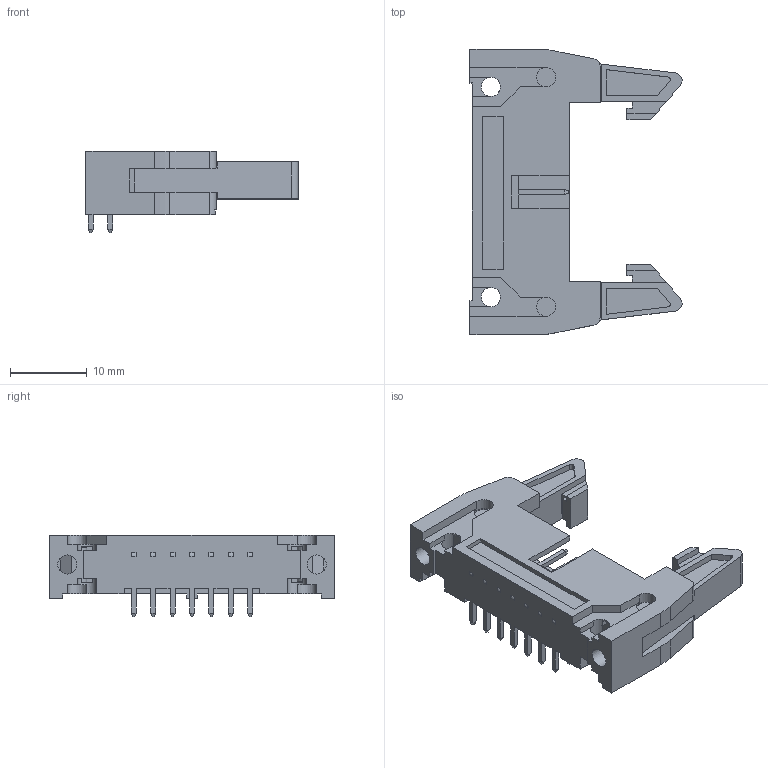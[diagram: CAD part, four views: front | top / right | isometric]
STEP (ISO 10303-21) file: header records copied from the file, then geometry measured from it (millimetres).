
FILE_DESCRIPTION(/* description */ ('Unknown'),/* implementation_level */ '2;1');
FILE_NAME(/* name */ 'J_Wurth_WR-BHD_61201422921',/* time_stamp */ '2025-05-15T14:53:13+08:00',/* author */ ('Unknown'),/* organization */ ('Unknown'),/* preprocessor_version */ 'ST-DEVELOPER v19.4',/* originating_system */ 'Solid Edge',/* authorisation */ 'Unknown');
FILE_SCHEMA (('AUTOMOTIVE_DESIGN {1 0 10303 214 3 1 1}'));
Length unit declared in the file: millimetre
Products named in the file (2): J_Wurth_WR-BHD_61201422921
Assembly tree (1 placements, depth 2):
  J_Wurth_WR-BHD_61201422921
    J_Wurth_WR-BHD_61201422921
Bounding box: 27.72 x 37.28 x 10.7 mm (x, y, z)
Volume: 2873.6 mm3; surface area: 4357.5 mm2
Topology: 1 solids, 1 shells, 568 faces, 1471 edges, 921 vertices
Faces by surface type: plane 522, cylinder 46
Full cylindrical faces by diameter (mm): 2.5 x16
Entity records: 20824 total; most frequent: CARTESIAN_POINT 2944, ORIENTED_EDGE 2908, DIRECTION 2708, EDGE_CURVE 1454, LINE 1340, VECTOR 1340, VERTEX_POINT 920, AXIS2_PLACEMENT_3D 684
